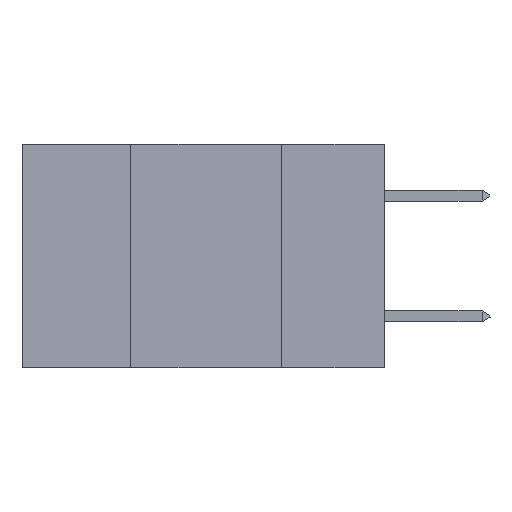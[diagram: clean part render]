
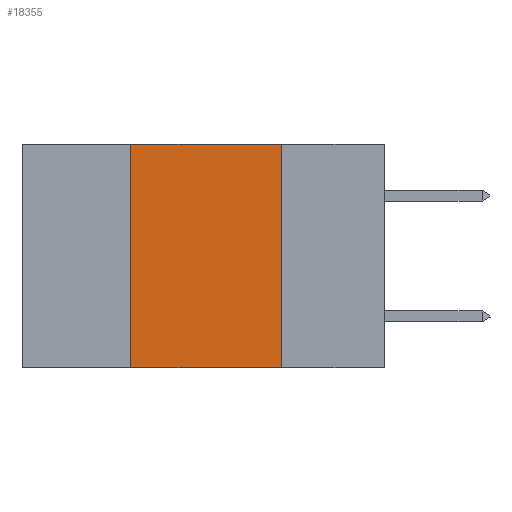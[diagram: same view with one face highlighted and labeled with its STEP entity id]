
A CAD part, left-side view. The second image highlights one B-rep face of the part: STEP entity #18355.
In plain terms, the highlighted planar face has unit normal (-1, 0, 0).
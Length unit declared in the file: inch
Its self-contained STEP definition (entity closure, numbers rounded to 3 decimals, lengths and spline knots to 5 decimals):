
#153 = DIRECTION ( 'NONE',  ( 0., 0., 1. ) ) ;
#728 = LINE ( 'NONE', #1355, #17976 ) ;
#817 = VECTOR ( 'NONE', #23902, 39.37008 ) ;
#1355 = CARTESIAN_POINT ( 'NONE',  ( 0., 0.6, -0.37 ) ) ;
#1651 = EDGE_CURVE ( 'NONE', #10904, #4739, #3265, .T. ) ;
#2735 = CARTESIAN_POINT ( 'NONE',  ( 0., 0.6, 0. ) ) ;
#2967 = ORIENTED_EDGE ( 'NONE', *, *, #10577, .F. ) ;
#3020 = CARTESIAN_POINT ( 'NONE',  ( 0., 0.42, 0. ) ) ;
#3265 = LINE ( 'NONE', #19627, #14624 ) ;
#4031 = CARTESIAN_POINT ( 'NONE',  ( 0., 0.6, 0. ) ) ;
#4529 = ORIENTED_EDGE ( 'NONE', *, *, #10426, .T. ) ;
#4739 = VERTEX_POINT ( 'NONE', #12064 ) ;
#6635 = EDGE_LOOP ( 'NONE', ( #24908, #2967, #10505, #4529 ) ) ;
#7434 = DIRECTION ( 'NONE',  ( 0., 0., -1. ) ) ;
#7915 = CARTESIAN_POINT ( 'NONE',  ( 0., 0.42, -0.37 ) ) ;
#8079 = LINE ( 'NONE', #4031, #817 ) ;
#8815 = DIRECTION ( 'NONE',  ( 0., -1., 0. ) ) ;
#10426 = EDGE_CURVE ( 'NONE', #12434, #4739, #728, .T. ) ;
#10505 = ORIENTED_EDGE ( 'NONE', *, *, #12887, .F. ) ;
#10577 = EDGE_CURVE ( 'NONE', #23235, #10904, #8079, .T. ) ;
#10794 = FACE_OUTER_BOUND ( 'NONE', #6635, .T. ) ;
#10904 = VERTEX_POINT ( 'NONE', #18310 ) ;
#12064 = CARTESIAN_POINT ( 'NONE',  ( 0., 0.17, -0.37 ) ) ;
#12235 = AXIS2_PLACEMENT_3D ( 'NONE', #2735, #20587, #23127 ) ;
#12434 = VERTEX_POINT ( 'NONE', #7915 ) ;
#12887 = EDGE_CURVE ( 'NONE', #12434, #23235, #14142, .T. ) ;
#14142 = LINE ( 'NONE', #22309, #23724 ) ;
#14416 = PLANE ( 'NONE',  #12235 ) ;
#14624 = VECTOR ( 'NONE', #7434, 39.37008 ) ;
#17976 = VECTOR ( 'NONE', #8815, 39.37008 ) ;
#18310 = CARTESIAN_POINT ( 'NONE',  ( 0., 0.17, 0. ) ) ;
#18355 = ADVANCED_FACE ( 'NONE', ( #10794 ), #14416, .F. ) ;
#19627 = CARTESIAN_POINT ( 'NONE',  ( 0., 0.17, 0. ) ) ;
#20587 = DIRECTION ( 'NONE',  ( 1., 0., 0. ) ) ;
#22309 = CARTESIAN_POINT ( 'NONE',  ( 0., 0.42, 0. ) ) ;
#23127 = DIRECTION ( 'NONE',  ( 0., 0., -1. ) ) ;
#23235 = VERTEX_POINT ( 'NONE', #3020 ) ;
#23724 = VECTOR ( 'NONE', #153, 39.37008 ) ;
#23902 = DIRECTION ( 'NONE',  ( 0., -1., 0. ) ) ;
#24908 = ORIENTED_EDGE ( 'NONE', *, *, #1651, .F. ) ;
